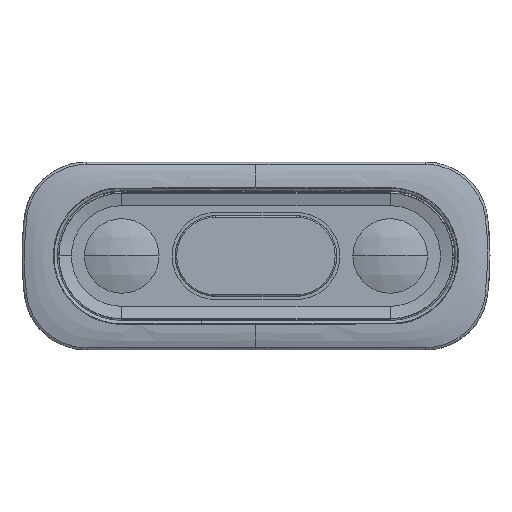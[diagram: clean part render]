
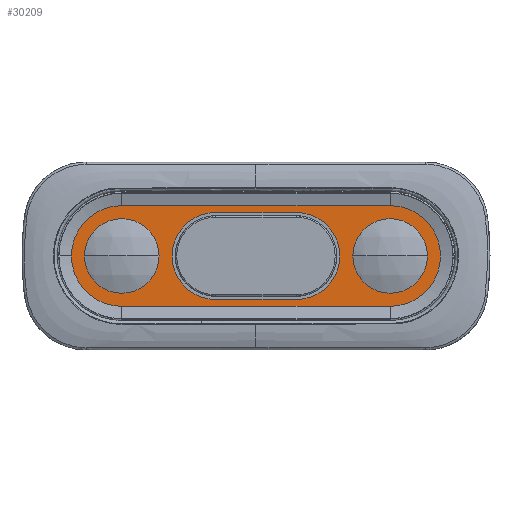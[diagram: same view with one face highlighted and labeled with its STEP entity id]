
A CAD part, top view. The second image highlights one B-rep face of the part: STEP entity #30209.
In plain terms, the highlighted planar face has unit normal (0, 0, 1).
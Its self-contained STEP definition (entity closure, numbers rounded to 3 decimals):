
#210 = DIRECTION ( 'NONE',  ( 1., 0., 0. ) ) ;
#258 = VERTEX_POINT ( 'NONE', #12093 ) ;
#336 = VECTOR ( 'NONE', #210, 1000. ) ;
#474 = ORIENTED_EDGE ( 'NONE', *, *, #20889, .T. ) ;
#709 = AXIS2_PLACEMENT_3D ( 'NONE', #16282, #6184, #18817 ) ;
#947 = EDGE_CURVE ( 'NONE', #30681, #26424, #6961, .T. ) ;
#1061 = CARTESIAN_POINT ( 'NONE',  ( -27.6, 0., -1. ) ) ;
#1063 = CARTESIAN_POINT ( 'NONE',  ( -21.6, 8.1, -1. ) ) ;
#1229 = VERTEX_POINT ( 'NONE', #1061 ) ;
#1326 = CIRCLE ( 'NONE', #709, 6. ) ;
#1769 = CIRCLE ( 'NONE', #6121, 6. ) ;
#1800 = DIRECTION ( 'NONE',  ( 0., 0., -1. ) ) ;
#1869 = CARTESIAN_POINT ( 'NONE',  ( -15.6, 0., -1. ) ) ;
#1954 = AXIS2_PLACEMENT_3D ( 'NONE', #22347, #17321, #27244 ) ;
#2262 = AXIS2_PLACEMENT_3D ( 'NONE', #16488, #1800, #29168 ) ;
#2371 = EDGE_LOOP ( 'NONE', ( #22714, #28540 ) ) ;
#2386 = CARTESIAN_POINT ( 'NONE',  ( -6.5, 0., -1. ) ) ;
#2451 = VERTEX_POINT ( 'NONE', #18589 ) ;
#2534 = DIRECTION ( 'NONE',  ( 1., 0., 0. ) ) ;
#3967 = DIRECTION ( 'NONE',  ( 0., 0., -1. ) ) ;
#4224 = DIRECTION ( 'NONE',  ( -1., 0., 0. ) ) ;
#4373 = CIRCLE ( 'NONE', #2262, 6. ) ;
#4609 = DIRECTION ( 'NONE',  ( 0., 0., 1. ) ) ;
#4822 = DIRECTION ( 'NONE',  ( 0., 0., 1. ) ) ;
#5018 = CARTESIAN_POINT ( 'NONE',  ( -21.6, 8.1, -1. ) ) ;
#5562 = FACE_BOUND ( 'NONE', #11127, .T. ) ;
#5566 = CARTESIAN_POINT ( 'NONE',  ( -6.5, -7., -1. ) ) ;
#6121 = AXIS2_PLACEMENT_3D ( 'NONE', #21802, #4822, #22132 ) ;
#6184 = DIRECTION ( 'NONE',  ( 0., 0., -1. ) ) ;
#6411 = CARTESIAN_POINT ( 'NONE',  ( 6.5, 7., -1. ) ) ;
#6961 = LINE ( 'NONE', #5018, #336 ) ;
#7116 = LINE ( 'NONE', #31166, #15654 ) ;
#7234 = AXIS2_PLACEMENT_3D ( 'NONE', #26897, #29885, #17304 ) ;
#7600 = ORIENTED_EDGE ( 'NONE', *, *, #31850, .F. ) ;
#7980 = ORIENTED_EDGE ( 'NONE', *, *, #947, .F. ) ;
#8061 = CIRCLE ( 'NONE', #7234, 7. ) ;
#8645 = EDGE_LOOP ( 'NONE', ( #16478, #7980, #24356, #18670, #474 ) ) ;
#8742 = FACE_OUTER_BOUND ( 'NONE', #8645, .T. ) ;
#8939 = EDGE_CURVE ( 'NONE', #19269, #2451, #30403, .T. ) ;
#9621 = ORIENTED_EDGE ( 'NONE', *, *, #11604, .T. ) ;
#9657 = EDGE_CURVE ( 'NONE', #26424, #29276, #30343, .T. ) ;
#10301 = EDGE_LOOP ( 'NONE', ( #14146, #9621 ) ) ;
#11127 = EDGE_LOOP ( 'NONE', ( #7600, #15163, #23353, #24885, #14537 ) ) ;
#11243 = EDGE_CURVE ( 'NONE', #31648, #1229, #30534, .T. ) ;
#11604 = EDGE_CURVE ( 'NONE', #20770, #30703, #4373, .T. ) ;
#11874 = CARTESIAN_POINT ( 'NONE',  ( 21.6, 8.1, -1. ) ) ;
#12093 = CARTESIAN_POINT ( 'NONE',  ( -29.7, 0., -1. ) ) ;
#12416 = VECTOR ( 'NONE', #12990, 1000. ) ;
#12807 = EDGE_CURVE ( 'NONE', #258, #30681, #19695, .T. ) ;
#12970 = VERTEX_POINT ( 'NONE', #27633 ) ;
#12990 = DIRECTION ( 'NONE',  ( 1., 0., 0. ) ) ;
#14074 = CARTESIAN_POINT ( 'NONE',  ( -21.6, 0., -1. ) ) ;
#14146 = ORIENTED_EDGE ( 'NONE', *, *, #25235, .T. ) ;
#14292 = CARTESIAN_POINT ( 'NONE',  ( -21.6, 0., -1. ) ) ;
#14537 = ORIENTED_EDGE ( 'NONE', *, *, #8939, .F. ) ;
#14718 = LINE ( 'NONE', #5566, #12416 ) ;
#15146 = CARTESIAN_POINT ( 'NONE',  ( -6.5, -7., -1. ) ) ;
#15163 = ORIENTED_EDGE ( 'NONE', *, *, #31824, .F. ) ;
#15288 = FACE_BOUND ( 'NONE', #2371, .T. ) ;
#15616 = CARTESIAN_POINT ( 'NONE',  ( 21.6, -8.1, -1. ) ) ;
#15654 = VECTOR ( 'NONE', #21504, 1000. ) ;
#16282 = CARTESIAN_POINT ( 'NONE',  ( 21.6, 0., -1. ) ) ;
#16478 = ORIENTED_EDGE ( 'NONE', *, *, #9657, .F. ) ;
#16488 = CARTESIAN_POINT ( 'NONE',  ( 21.6, 0., -1. ) ) ;
#16832 = AXIS2_PLACEMENT_3D ( 'NONE', #14292, #4609, #16872 ) ;
#16848 = CARTESIAN_POINT ( 'NONE',  ( 6.5, -7., -1. ) ) ;
#16872 = DIRECTION ( 'NONE',  ( -1., 0., 0. ) ) ;
#17026 = DIRECTION ( 'NONE',  ( 0., 0., -1. ) ) ;
#17304 = DIRECTION ( 'NONE',  ( -1., 0., 0. ) ) ;
#17321 = DIRECTION ( 'NONE',  ( 0., 0., -1. ) ) ;
#17327 = DIRECTION ( 'NONE',  ( 0., 0., 1. ) ) ;
#17873 = AXIS2_PLACEMENT_3D ( 'NONE', #14074, #3967, #31554 ) ;
#18156 = CARTESIAN_POINT ( 'NONE',  ( 15.6, 0., -1. ) ) ;
#18527 = DIRECTION ( 'NONE',  ( -1., 0., 0. ) ) ;
#18589 = CARTESIAN_POINT ( 'NONE',  ( 6.5, 7., -1. ) ) ;
#18670 = ORIENTED_EDGE ( 'NONE', *, *, #29902, .F. ) ;
#18817 = DIRECTION ( 'NONE',  ( 1., 0., 0. ) ) ;
#19165 = LINE ( 'NONE', #6411, #31696 ) ;
#19269 = VERTEX_POINT ( 'NONE', #16848 ) ;
#19604 = CIRCLE ( 'NONE', #30441, 8.1 ) ;
#19695 = CIRCLE ( 'NONE', #20887, 8.1 ) ;
#19861 = CARTESIAN_POINT ( 'NONE',  ( -21.6, 0., -1. ) ) ;
#20081 = EDGE_CURVE ( 'NONE', #12970, #21722, #8061, .T. ) ;
#20769 = CARTESIAN_POINT ( 'NONE',  ( 27.6, 0., -1. ) ) ;
#20770 = VERTEX_POINT ( 'NONE', #18156 ) ;
#20887 = AXIS2_PLACEMENT_3D ( 'NONE', #22181, #17026, #22075 ) ;
#20889 = EDGE_CURVE ( 'NONE', #23489, #29276, #7116, .T. ) ;
#21191 = VERTEX_POINT ( 'NONE', #15146 ) ;
#21465 = PLANE ( 'NONE',  #17873 ) ;
#21504 = DIRECTION ( 'NONE',  ( 1., 0., 0. ) ) ;
#21522 = AXIS2_PLACEMENT_3D ( 'NONE', #26372, #31210, #18527 ) ;
#21722 = VERTEX_POINT ( 'NONE', #30891 ) ;
#21802 = CARTESIAN_POINT ( 'NONE',  ( -21.6, 0., -1. ) ) ;
#22075 = DIRECTION ( 'NONE',  ( 1., 0., 0. ) ) ;
#22079 = AXIS2_PLACEMENT_3D ( 'NONE', #2386, #17327, #22224 ) ;
#22132 = DIRECTION ( 'NONE',  ( -1., 0., 0. ) ) ;
#22181 = CARTESIAN_POINT ( 'NONE',  ( -21.6, 0., -1. ) ) ;
#22224 = DIRECTION ( 'NONE',  ( -1., 0., 0. ) ) ;
#22347 = CARTESIAN_POINT ( 'NONE',  ( 21.6, 0., -1. ) ) ;
#22714 = ORIENTED_EDGE ( 'NONE', *, *, #24005, .F. ) ;
#23353 = ORIENTED_EDGE ( 'NONE', *, *, #20081, .F. ) ;
#23489 = VERTEX_POINT ( 'NONE', #29547 ) ;
#24005 = EDGE_CURVE ( 'NONE', #1229, #31648, #1769, .T. ) ;
#24286 = FACE_BOUND ( 'NONE', #10301, .T. ) ;
#24356 = ORIENTED_EDGE ( 'NONE', *, *, #12807, .F. ) ;
#24885 = ORIENTED_EDGE ( 'NONE', *, *, #27711, .F. ) ;
#25235 = EDGE_CURVE ( 'NONE', #30703, #20770, #1326, .T. ) ;
#26372 = CARTESIAN_POINT ( 'NONE',  ( 6.5, 0., -1. ) ) ;
#26424 = VERTEX_POINT ( 'NONE', #11874 ) ;
#26897 = CARTESIAN_POINT ( 'NONE',  ( -6.5, 0., -1. ) ) ;
#27244 = DIRECTION ( 'NONE',  ( 1., 0., 0. ) ) ;
#27633 = CARTESIAN_POINT ( 'NONE',  ( -6.5, 7., -1. ) ) ;
#27711 = EDGE_CURVE ( 'NONE', #2451, #12970, #19165, .T. ) ;
#28540 = ORIENTED_EDGE ( 'NONE', *, *, #11243, .F. ) ;
#29168 = DIRECTION ( 'NONE',  ( 1., 0., 0. ) ) ;
#29276 = VERTEX_POINT ( 'NONE', #15616 ) ;
#29547 = CARTESIAN_POINT ( 'NONE',  ( -21.6, -8.1, -1. ) ) ;
#29885 = DIRECTION ( 'NONE',  ( 0., 0., 1. ) ) ;
#29902 = EDGE_CURVE ( 'NONE', #23489, #258, #19604, .T. ) ;
#30209 = ADVANCED_FACE ( 'NONE', ( #24286, #15288, #5562, #8742 ), #21465, .F. ) ;
#30249 = DIRECTION ( 'NONE',  ( 0., 0., -1. ) ) ;
#30343 = CIRCLE ( 'NONE', #1954, 8.1 ) ;
#30384 = CIRCLE ( 'NONE', #22079, 7. ) ;
#30403 = CIRCLE ( 'NONE', #21522, 7. ) ;
#30441 = AXIS2_PLACEMENT_3D ( 'NONE', #19861, #30249, #2534 ) ;
#30534 = CIRCLE ( 'NONE', #16832, 6. ) ;
#30681 = VERTEX_POINT ( 'NONE', #1063 ) ;
#30703 = VERTEX_POINT ( 'NONE', #20769 ) ;
#30891 = CARTESIAN_POINT ( 'NONE',  ( -13.5, 0., -1. ) ) ;
#31166 = CARTESIAN_POINT ( 'NONE',  ( -21.6, -8.1, -1. ) ) ;
#31210 = DIRECTION ( 'NONE',  ( 0., 0., 1. ) ) ;
#31554 = DIRECTION ( 'NONE',  ( 1., 0., 0. ) ) ;
#31648 = VERTEX_POINT ( 'NONE', #1869 ) ;
#31696 = VECTOR ( 'NONE', #4224, 1000. ) ;
#31824 = EDGE_CURVE ( 'NONE', #21722, #21191, #30384, .T. ) ;
#31850 = EDGE_CURVE ( 'NONE', #21191, #19269, #14718, .T. ) ;
